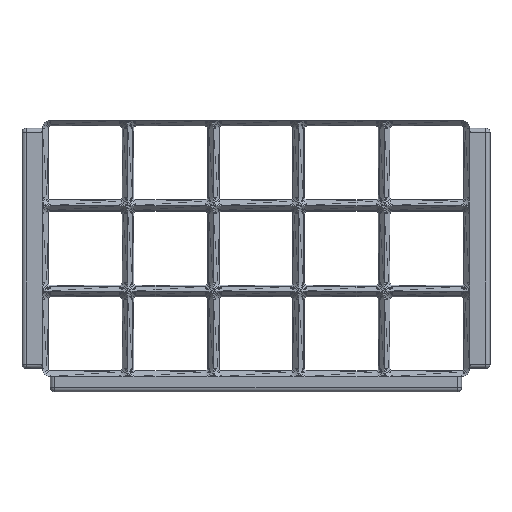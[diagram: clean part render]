
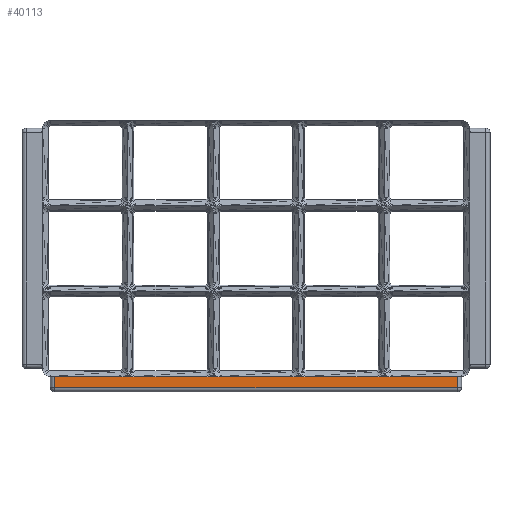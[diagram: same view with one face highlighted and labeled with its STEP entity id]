
A CAD part, top view. The second image highlights one B-rep face of the part: STEP entity #40113.
In plain terms, the highlighted planar face has unit normal (0, 0, 1).
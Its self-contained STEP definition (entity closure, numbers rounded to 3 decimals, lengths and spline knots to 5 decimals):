
#9985=ORIENTED_EDGE('',*,*,#15116,.T.);
#9986=ORIENTED_EDGE('',*,*,#10394,.T.);
#9987=ORIENTED_EDGE('',*,*,#10442,.F.);
#9988=ORIENTED_EDGE('',*,*,#10526,.T.);
#9989=ORIENTED_EDGE('',*,*,#10566,.T.);
#9990=ORIENTED_EDGE('',*,*,#10613,.T.);
#9991=ORIENTED_EDGE('',*,*,#10670,.T.);
#9992=ORIENTED_EDGE('',*,*,#10790,.T.);
#9993=ORIENTED_EDGE('',*,*,#10863,.T.);
#9994=ORIENTED_EDGE('',*,*,#10931,.T.);
#9995=ORIENTED_EDGE('',*,*,#11023,.T.);
#9996=ORIENTED_EDGE('',*,*,#11020,.T.);
#9997=ORIENTED_EDGE('',*,*,#15117,.T.);
#9998=ORIENTED_EDGE('',*,*,#15118,.T.);
#10394=EDGE_CURVE('',#15269,#15255,#17097,.T.);
#10442=EDGE_CURVE('',#15286,#15255,#17144,.T.);
#10526=EDGE_CURVE('',#15286,#15315,#17228,.T.);
#10566=EDGE_CURVE('',#15315,#15327,#17268,.T.);
#10613=EDGE_CURVE('',#15327,#15346,#17315,.T.);
#10670=EDGE_CURVE('',#15346,#15368,#17370,.T.);
#10790=EDGE_CURVE('',#15368,#15410,#17490,.T.);
#10863=EDGE_CURVE('',#15410,#15438,#17563,.T.);
#10931=EDGE_CURVE('',#15438,#15459,#17631,.T.);
#11020=EDGE_CURVE('',#15496,#15495,#17719,.T.);
#11023=EDGE_CURVE('',#15459,#15496,#17722,.T.);
#15116=EDGE_CURVE('',#16819,#15269,#21811,.T.);
#15117=EDGE_CURVE('',#15495,#16820,#21812,.F.);
#15118=EDGE_CURVE('',#16820,#16819,#21813,.F.);
#15255=VERTEX_POINT('',#55689);
#15269=VERTEX_POINT('',#55776);
#15286=VERTEX_POINT('',#55870);
#15315=VERTEX_POINT('',#56039);
#15327=VERTEX_POINT('',#56118);
#15346=VERTEX_POINT('',#56214);
#15368=VERTEX_POINT('',#56326);
#15410=VERTEX_POINT('',#56566);
#15438=VERTEX_POINT('',#56710);
#15459=VERTEX_POINT('',#56848);
#15495=VERTEX_POINT('',#57024);
#15496=VERTEX_POINT('',#57026);
#16819=VERTEX_POINT('',#65192);
#16820=VERTEX_POINT('',#65194);
#17097=LINE('',#55775,#22100);
#17144=LINE('',#55871,#22147);
#17228=LINE('',#56040,#22231);
#17268=LINE('',#56119,#22271);
#17315=LINE('',#56213,#22318);
#17370=LINE('',#56327,#22373);
#17490=LINE('',#56567,#22493);
#17563=LINE('',#56711,#22566);
#17631=LINE('',#56847,#22634);
#17719=LINE('',#57025,#22722);
#17722=LINE('',#57030,#22725);
#21811=LINE('',#65191,#26814);
#21812=LINE('',#65193,#26815);
#21813=LINE('',#65195,#26816);
#22100=VECTOR('',#44102,1.);
#22147=VECTOR('',#44211,1.);
#22231=VECTOR('',#44407,1.);
#22271=VECTOR('',#44501,1.);
#22318=VECTOR('',#44606,1.);
#22373=VECTOR('',#44733,1.);
#22493=VECTOR('',#45009,1.);
#22566=VECTOR('',#45168,1.);
#22634=VECTOR('',#45332,1.);
#22722=VECTOR('',#45526,1.);
#22725=VECTOR('',#45531,1.);
#26814=VECTOR('',#55120,1.);
#26815=VECTOR('',#55121,1.);
#26816=VECTOR('',#55122,1.);
#30141=EDGE_LOOP('',(#9985,#9986,#9987,#9988,#9989,#9990,#9991,#9992,#9993,
#9994,#9995,#9996,#9997,#9998));
#33472=FACE_BOUND('',#30141,.T.);
#36803=PLANE('',#43469);
#40113=ADVANCED_FACE('',(#33472),#36803,.F.);
#43469=AXIS2_PLACEMENT_3D('',#65190,#55118,#55119);
#44102=DIRECTION('',(0.991,0.131,0.));
#44211=DIRECTION('',(1.,0.,0.));
#44407=DIRECTION('',(-1.,0.,0.));
#44501=DIRECTION('',(-1.,0.,0.));
#44606=DIRECTION('',(-1.,0.,0.));
#44733=DIRECTION('',(-1.,0.,0.));
#45009=DIRECTION('',(-1.,0.,0.));
#45168=DIRECTION('',(-1.,0.,0.));
#45332=DIRECTION('',(-1.,0.,0.));
#45526=DIRECTION('',(0.991,-0.131,0.));
#45531=DIRECTION('',(-1.,0.,0.));
#55118=DIRECTION('',(0.,0.,-1.));
#55119=DIRECTION('',(-1.,0.,0.));
#55120=DIRECTION('',(0.,1.,0.));
#55121=DIRECTION('',(0.,1.,0.));
#55122=DIRECTION('',(-1.,0.,0.));
#55689=CARTESIAN_POINT('',(0.206,0.,0.00465));
#55775=CARTESIAN_POINT('',(0.206,0.,0.00465));
#55776=CARTESIAN_POINT('',(0.204,-0.00026,0.00465));
#55870=CARTESIAN_POINT('',(0.172,0.,0.00465));
#55871=CARTESIAN_POINT('',(0.206,0.,0.00465));
#56039=CARTESIAN_POINT('',(0.164,0.,0.00465));
#56040=CARTESIAN_POINT('',(0.164,0.,0.00465));
#56118=CARTESIAN_POINT('',(0.13,0.,0.00465));
#56119=CARTESIAN_POINT('',(0.13,0.,0.00465));
#56213=CARTESIAN_POINT('',(0.122,0.,0.00465));
#56214=CARTESIAN_POINT('',(0.122,0.,0.00465));
#56326=CARTESIAN_POINT('',(0.088,0.,0.00465));
#56327=CARTESIAN_POINT('',(0.088,0.,0.00465));
#56566=CARTESIAN_POINT('',(0.08,0.,0.00465));
#56567=CARTESIAN_POINT('',(0.08,0.,0.00465));
#56710=CARTESIAN_POINT('',(0.046,0.,0.00465));
#56711=CARTESIAN_POINT('',(0.046,0.,0.00465));
#56847=CARTESIAN_POINT('',(0.038,0.,0.00465));
#56848=CARTESIAN_POINT('',(0.038,0.,0.00465));
#57024=CARTESIAN_POINT('',(0.006,-0.00026,0.00465));
#57025=CARTESIAN_POINT('',(0.004,0.,0.00465));
#57026=CARTESIAN_POINT('',(0.004,0.,0.00465));
#57030=CARTESIAN_POINT('',(0.004,0.,0.00465));
#65190=CARTESIAN_POINT('',(0.08,-0.0075,0.00465));
#65191=CARTESIAN_POINT('',(0.204,0.,0.00465));
#65192=CARTESIAN_POINT('',(0.204,-0.0055,0.00465));
#65193=CARTESIAN_POINT('',(0.006,-0.0075,0.00465));
#65194=CARTESIAN_POINT('',(0.006,-0.0055,0.00465));
#65195=CARTESIAN_POINT('',(0.206,-0.0055,0.00465));
